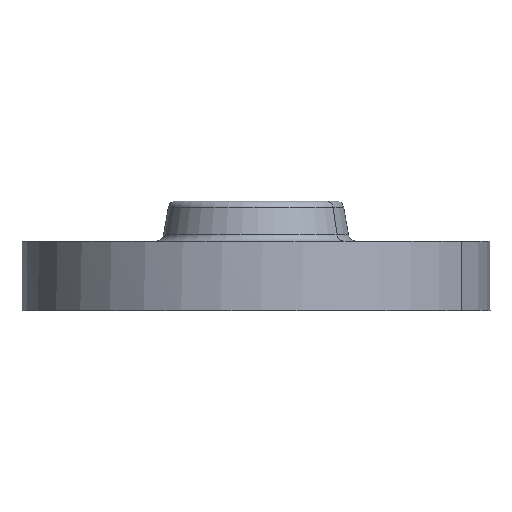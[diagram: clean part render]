
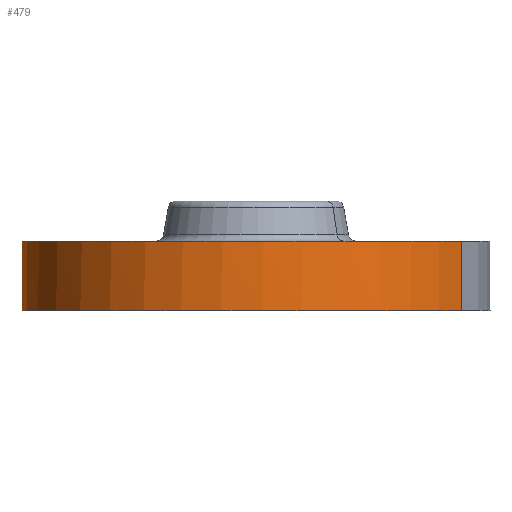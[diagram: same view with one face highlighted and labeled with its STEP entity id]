
A CAD part, left-side view. The second image highlights one B-rep face of the part: STEP entity #479.
In plain terms, the highlighted cylindrical face has radius 47.625 mm (diameter 95.25 mm), a partial arc.
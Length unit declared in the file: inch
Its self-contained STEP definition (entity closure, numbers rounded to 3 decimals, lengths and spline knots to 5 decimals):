
#275=AXIS2_PLACEMENT_3D('Circle Axis2P3D',#273,#274,$) ;
#440=AXIS2_PLACEMENT_3D('Cylinder Axis2P3D',#437,#438,#439) ;
#273=CARTESIAN_POINT('Axis2P3D Location',(0.,0.,0.)) ;
#277=CARTESIAN_POINT('Vertex',(-0.89892,-1.64547,0.)) ;
#279=CARTESIAN_POINT('Vertex',(0.89892,1.64547,0.)) ;
#437=CARTESIAN_POINT('Axis2P3D Location',(0.,0.,0.44)) ;
#442=CARTESIAN_POINT('Line Origine',(-0.89892,-1.64547,0.28)) ;
#446=CARTESIAN_POINT('Vertex',(-0.89892,-1.64547,0.56)) ;
#450=CARTESIAN_POINT('Control Point',(-0.89892,-1.64547,0.56)) ;
#451=CARTESIAN_POINT('Control Point',(-1.15739,-1.50426,0.56)) ;
#452=CARTESIAN_POINT('Control Point',(-1.38814,-1.31231,0.56)) ;
#453=CARTESIAN_POINT('Control Point',(-1.57782,-1.07683,0.56)) ;
#454=CARTESIAN_POINT('Control Point',(-1.85465,-0.54417,0.56)) ;
#455=CARTESIAN_POINT('Control Point',(-1.90951,0.05362,0.56)) ;
#456=CARTESIAN_POINT('Control Point',(-1.87712,0.35426,0.56)) ;
#457=CARTESIAN_POINT('Control Point',(-1.69622,0.92665,0.56)) ;
#458=CARTESIAN_POINT('Control Point',(-1.31231,1.38814,0.56)) ;
#459=CARTESIAN_POINT('Control Point',(-1.07683,1.57782,0.56)) ;
#460=CARTESIAN_POINT('Control Point',(-0.54417,1.85465,0.56)) ;
#461=CARTESIAN_POINT('Control Point',(0.05362,1.90951,0.56)) ;
#462=CARTESIAN_POINT('Control Point',(0.35426,1.87712,0.56)) ;
#463=CARTESIAN_POINT('Control Point',(0.64045,1.78667,0.56)) ;
#464=CARTESIAN_POINT('Control Point',(0.89892,1.64547,0.56)) ;
#465=CARTESIAN_POINT('Vertex',(0.89892,1.64547,0.56)) ;
#468=CARTESIAN_POINT('Line Origine',(0.89892,1.64547,0.28)) ;
#274=DIRECTION('Axis2P3D Direction',(0.,0.,-0.039)) ;
#438=DIRECTION('Axis2P3D Direction',(0.,0.,-0.039)) ;
#439=DIRECTION('Axis2P3D XDirection',(-0.019,-0.035,0.)) ;
#443=DIRECTION('Vector Direction',(0.,0.,-0.039)) ;
#469=DIRECTION('Vector Direction',(0.,0.,-0.039)) ;
#444=VECTOR('Line Direction',#443,0.03937) ;
#470=VECTOR('Line Direction',#469,0.03937) ;
#474=ORIENTED_EDGE('',*,*,#281,.F.) ;
#475=ORIENTED_EDGE('',*,*,#448,.T.) ;
#476=ORIENTED_EDGE('',*,*,#467,.T.) ;
#477=ORIENTED_EDGE('',*,*,#472,.F.) ;
#479=ADVANCED_FACE('PartBody',(#478),#441,.T.) ;
#449=B_SPLINE_CURVE_WITH_KNOTS('',5,(#450,#451,#452,#453,#454,#455,#456,#457,#458,#459,#460,#461,#462,#463,#464),.UNSPECIFIED.,.F.,.U.,(6,3,3,3,6),(-74.80918,-37.40459,0.,37.40459,74.80918),.UNSPECIFIED.) ;
#276=CIRCLE('generated circle',#275,1.875) ;
#441=CYLINDRICAL_SURFACE('generated cylinder',#440,1.875) ;
#281=EDGE_CURVE('',#278,#280,#276,.T.) ;
#448=EDGE_CURVE('',#278,#447,#445,.F.) ;
#467=EDGE_CURVE('',#447,#466,#449,.T.) ;
#472=EDGE_CURVE('',#280,#466,#471,.F.) ;
#473=EDGE_LOOP('',(#474,#475,#476,#477)) ;
#478=FACE_OUTER_BOUND('',#473,.T.) ;
#445=LINE('Line',#442,#444) ;
#471=LINE('Line',#468,#470) ;
#278=VERTEX_POINT('',#277) ;
#280=VERTEX_POINT('',#279) ;
#447=VERTEX_POINT('',#446) ;
#466=VERTEX_POINT('',#465) ;
